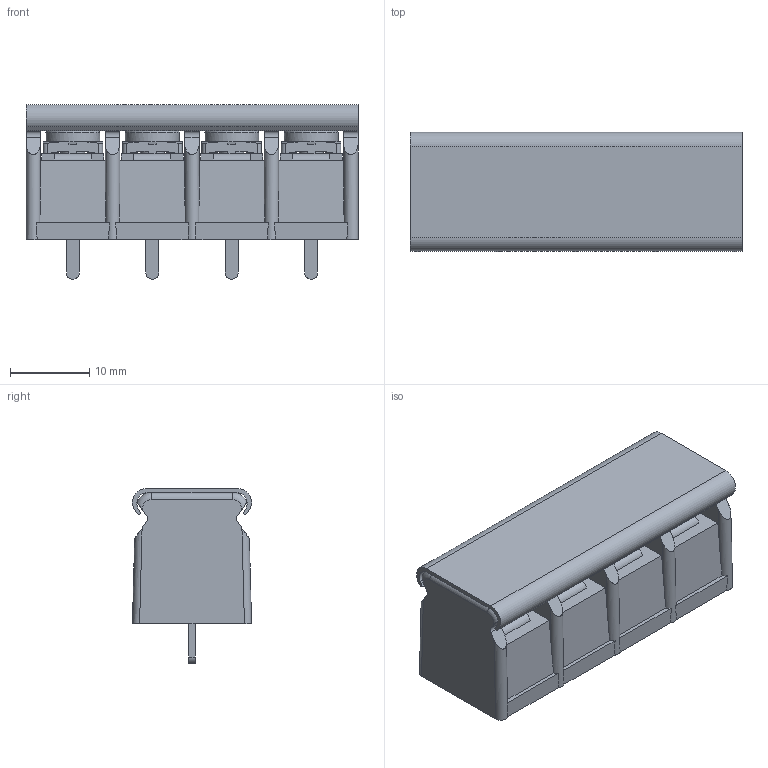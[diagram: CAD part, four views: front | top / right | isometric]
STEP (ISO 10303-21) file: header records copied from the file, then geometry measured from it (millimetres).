
FILE_DESCRIPTION( ( 'Unknown' ), '1' );
FILE_NAME( 'T35-EM1104-20230414.stp', 'Unknown', ( 'Unknown' ), ( 'Unknown' ), 'XStep 1.0', 'Unknown', ' ' );
FILE_SCHEMA( ( 'automotive_design' ) );
Length unit declared in the file: millimetre
Products named in the file (1): 1
Bounding box: 41.8 x 15 x 22 mm (x, y, z)
Volume: 7314.6 mm3; surface area: 6229.4 mm2
Topology: 1 solids, 7 shells, 650 faces, 1830 edges, 1208 vertices
Faces by surface type: plane 459, cylinder 127, torus 36, cone 20, sphere 8
Full cylindrical faces by diameter (mm): 3 x4, 6.8 x4
Entity records: 21185 total; most frequent: CARTESIAN_POINT 4429, ORIENTED_EDGE 3588, DIRECTION 3400, EDGE_CURVE 1794, VERTEX_POINT 1192, LINE 1154, VECTOR 1154, AXIS2_PLACEMENT_3D 1123
